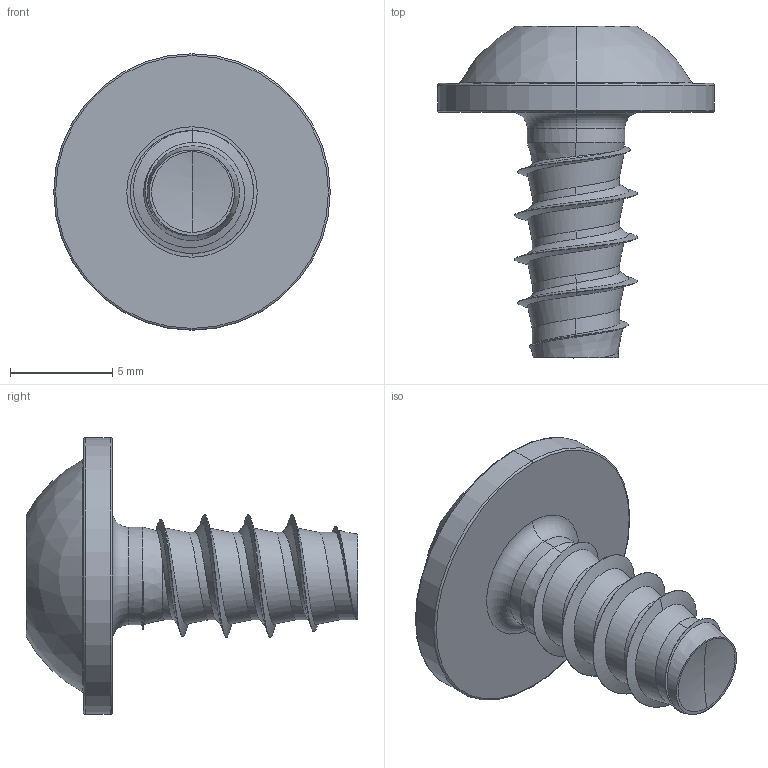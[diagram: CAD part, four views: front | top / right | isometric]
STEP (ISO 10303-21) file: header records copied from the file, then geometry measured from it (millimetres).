
FILE_DESCRIPTION (( 'STEP AP203' ), '1' );
FILE_NAME ('STP380600120.STEP', '2017-08-15T18:08:38', ( '' ), ( '' ), 'SwSTEP 2.0', 'SolidWorks 2015', '' );
FILE_SCHEMA (( 'CONFIG_CONTROL_DESIGN' ));
Length unit declared in the file: millimetre
Products named in the file (1): STP380600120
Bounding box: 13.5 x 16.2 x 13.5 mm (x, y, z)
Volume: 539.8 mm3; surface area: 657.9 mm2
Topology: 1 solids, 1 shells, 94 faces, 227 edges, 136 vertices
Faces by surface type: bspline 35, cylinder 34, cone 10, torus 8, sphere 4, plane 3
Entity records: 12814 total; most frequent: CARTESIAN_POINT 10876, ORIENTED_EDGE 450, DIRECTION 300, EDGE_CURVE 225, VERTEX_POINT 136, AXIS2_PLACEMENT_3D 126, B_SPLINE_CURVE_WITH_KNOTS 101, EDGE_LOOP 97
